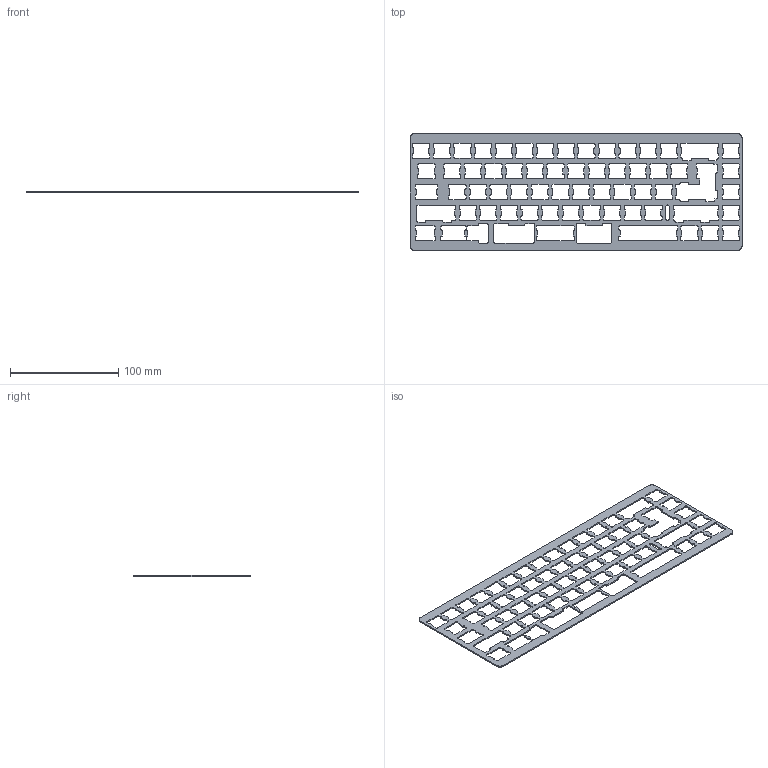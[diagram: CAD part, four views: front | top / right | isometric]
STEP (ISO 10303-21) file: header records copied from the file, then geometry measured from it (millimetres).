
FILE_DESCRIPTION(/* description */ (''),/* implementation_level */ '2;1');
FILE_NAME(/* name */ 'lego65 - default.step',/* time_stamp */ '2021-11-26T20:02:20+01:00',/* author */ (''),/* organization */ (''),/* preprocessor_version */ 'ST-DEVELOPER v18.1',/* originating_system */ 'Autodesk Translation Framework v10.10.0.1391',/* authorisation */ '');
FILE_SCHEMA (('AUTOMOTIVE_DESIGN { 1 0 10303 214 3 1 1 }'));
Length unit declared in the file: millimetre
Products named in the file (1): lego65 - default
Bounding box: 306.5 x 108 x 1.2 mm (x, y, z)
Volume: 18577.1 mm3; surface area: 37382.4 mm2
Topology: 1 solids, 1 shells, 1167 faces, 3495 edges, 2330 vertices
Faces by surface type: plane 613, bspline 544, cylinder 10
Entity records: 42061 total; most frequent: CARTESIAN_POINT 14065, ORIENTED_EDGE 6990, DIRECTION 3675, EDGE_CURVE 3495, LINE 2387, VECTOR 2387, VERTEX_POINT 2330, EDGE_LOOP 1301
